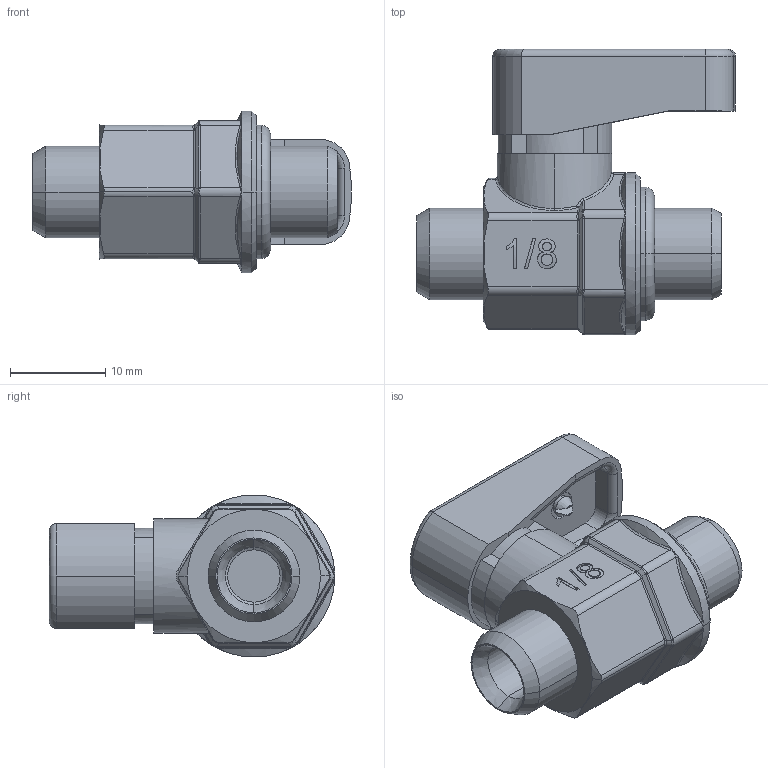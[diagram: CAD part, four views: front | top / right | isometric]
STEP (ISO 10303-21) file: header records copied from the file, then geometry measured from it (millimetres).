
FILE_DESCRIPTION (( 'STEP AP214' ), '1' );
FILE_NAME ('0642000001.step', '2012-10-02T16:31:21', ( '' ), ( '' ), 'SwSTEP 2.0', 'SolidWorks 2012', '' );
FILE_SCHEMA (( 'AUTOMOTIVE_DESIGN' ));
Length unit declared in the file: millimetre
Products named in the file (1): 0642000001
Bounding box: 33.5 x 30 x 17 mm (x, y, z)
Volume: 6042.4 mm3; surface area: 3584.8 mm2
Topology: 8 solids, 19 shells, 648 faces, 1622 edges, 1040 vertices
Faces by surface type: plane 270, bspline 189, cylinder 126, cone 31, torus 30, sphere 2
Entity records: 26502 total; most frequent: CARTESIAN_POINT 12346, ORIENTED_EDGE 3244, DIRECTION 2374, EDGE_CURVE 1622, VERTEX_POINT 1040, LINE 810, VECTOR 810, AXIS2_PLACEMENT_3D 782
